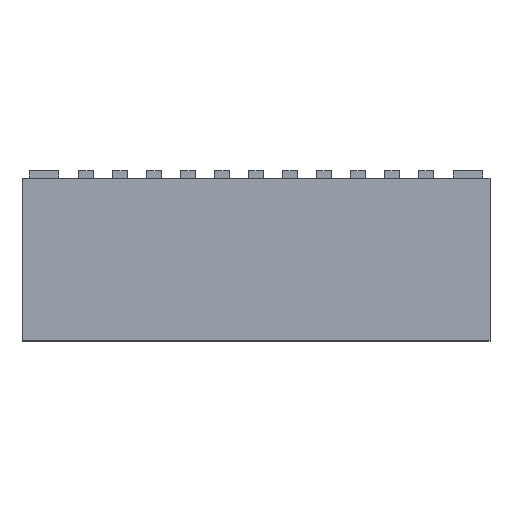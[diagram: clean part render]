
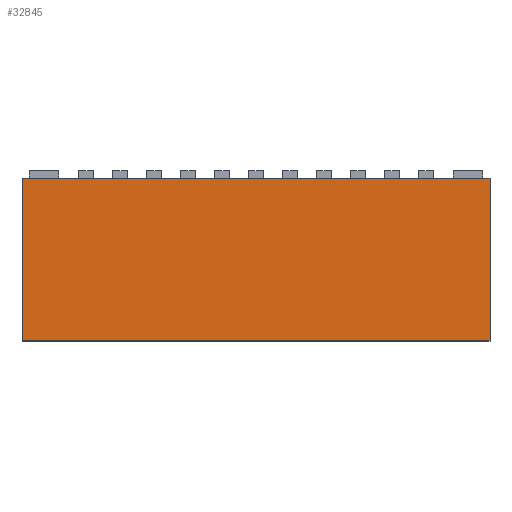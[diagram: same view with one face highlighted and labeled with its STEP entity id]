
A CAD part, top view. The second image highlights one B-rep face of the part: STEP entity #32845.
In plain terms, the highlighted planar face has unit normal (0, 0, 1).
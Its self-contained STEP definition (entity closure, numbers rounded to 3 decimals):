
#3775 = EDGE_CURVE ( 'NONE', #18894, #31553, #25884, .T. ) ;
#6922 = VECTOR ( 'NONE', #22290, 1000. ) ;
#7132 = CARTESIAN_POINT ( 'NONE',  ( 90.09, -34.492, 29.13 ) ) ;
#7297 = ORIENTED_EDGE ( 'NONE', *, *, #21455, .F. ) ;
#9439 = CARTESIAN_POINT ( 'NONE',  ( 90.09, -34.492, 29.13 ) ) ;
#10097 = AXIS2_PLACEMENT_3D ( 'NONE', #9439, #22082, #12339 ) ;
#11394 = CARTESIAN_POINT ( 'NONE',  ( 90.09, -34.492, 29.13 ) ) ;
#12339 = DIRECTION ( 'NONE',  ( 0., 1., 0. ) ) ;
#13003 = VERTEX_POINT ( 'NONE', #23429 ) ;
#13329 = LINE ( 'NONE', #11394, #19732 ) ;
#15240 = VERTEX_POINT ( 'NONE', #24923 ) ;
#15676 = LINE ( 'NONE', #26092, #6922 ) ;
#16957 = PLANE ( 'NONE',  #10097 ) ;
#17693 = EDGE_CURVE ( 'NONE', #13003, #15240, #17839, .T. ) ;
#17839 = LINE ( 'NONE', #25678, #22727 ) ;
#18032 = CARTESIAN_POINT ( 'NONE',  ( 90.09, -34.492, 29.13 ) ) ;
#18386 = VECTOR ( 'NONE', #30842, 1000. ) ;
#18894 = VERTEX_POINT ( 'NONE', #7132 ) ;
#19531 = FACE_OUTER_BOUND ( 'NONE', #20744, .T. ) ;
#19732 = VECTOR ( 'NONE', #28714, 1000. ) ;
#20744 = EDGE_LOOP ( 'NONE', ( #21927, #24179, #7297, #32183 ) ) ;
#21455 = EDGE_CURVE ( 'NONE', #31553, #15240, #15676, .T. ) ;
#21927 = ORIENTED_EDGE ( 'NONE', *, *, #28761, .T. ) ;
#22082 = DIRECTION ( 'NONE',  ( 0., 0., -1. ) ) ;
#22290 = DIRECTION ( 'NONE',  ( 0., 1., 0. ) ) ;
#22727 = VECTOR ( 'NONE', #23121, 1000. ) ;
#23121 = DIRECTION ( 'NONE',  ( -1., 0., 0. ) ) ;
#23429 = CARTESIAN_POINT ( 'NONE',  ( 90.09, -1.5, 29.13 ) ) ;
#24179 = ORIENTED_EDGE ( 'NONE', *, *, #17693, .T. ) ;
#24923 = CARTESIAN_POINT ( 'NONE',  ( -5., -1.5, 29.13 ) ) ;
#25678 = CARTESIAN_POINT ( 'NONE',  ( -5., -1.5, 29.13 ) ) ;
#25884 = LINE ( 'NONE', #18032, #18386 ) ;
#26092 = CARTESIAN_POINT ( 'NONE',  ( -5., -34.492, 29.13 ) ) ;
#26531 = CARTESIAN_POINT ( 'NONE',  ( -5., -34.492, 29.13 ) ) ;
#28714 = DIRECTION ( 'NONE',  ( 0., 1., 0. ) ) ;
#28761 = EDGE_CURVE ( 'NONE', #18894, #13003, #13329, .T. ) ;
#30842 = DIRECTION ( 'NONE',  ( -1., 0., 0. ) ) ;
#31553 = VERTEX_POINT ( 'NONE', #26531 ) ;
#32183 = ORIENTED_EDGE ( 'NONE', *, *, #3775, .F. ) ;
#32845 = ADVANCED_FACE ( 'NONE', ( #19531 ), #16957, .F. ) ;
